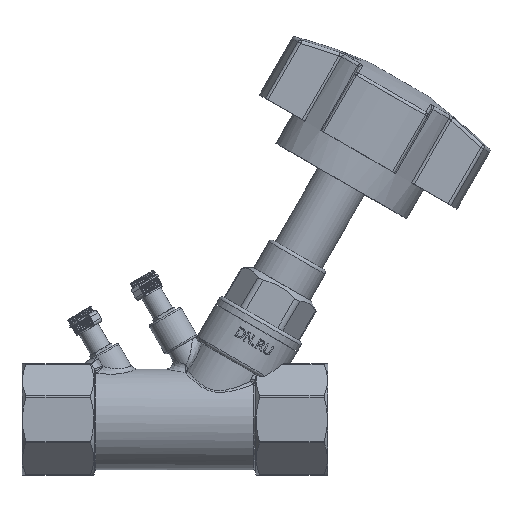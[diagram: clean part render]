
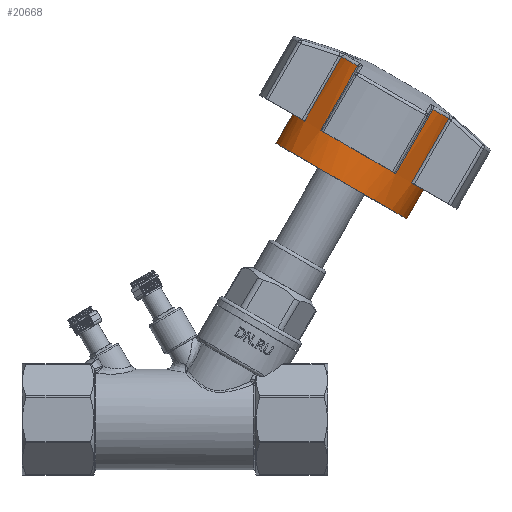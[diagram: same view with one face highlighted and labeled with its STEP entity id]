
A CAD part, top view. The second image highlights one B-rep face of the part: STEP entity #20668.
In plain terms, the highlighted cylindrical face has radius 22.5 mm (diameter 45 mm), a full revolution.
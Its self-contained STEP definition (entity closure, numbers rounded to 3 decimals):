
#3450=LINE('',#36450,#5232);
#3455=LINE('',#36673,#5237);
#3458=LINE('',#36759,#5240);
#3459=LINE('',#36931,#5241);
#3464=LINE('',#36947,#5246);
#3471=LINE('',#36998,#5253);
#3474=LINE('',#37005,#5256);
#3479=LINE('',#37081,#5261);
#3530=LINE('',#37444,#5312);
#5232=VECTOR('',#26583,10.);
#5237=VECTOR('',#26648,10.);
#5240=VECTOR('',#26673,10.);
#5241=VECTOR('',#26724,10.);
#5246=VECTOR('',#26743,10.);
#5253=VECTOR('',#26766,10.);
#5256=VECTOR('',#26773,10.);
#5261=VECTOR('',#26796,10.);
#5312=VECTOR('',#26977,22.5);
#5417=CYLINDRICAL_SURFACE('',#22250,22.5);
#6510=FACE_OUTER_BOUND('',#7648,.T.);
#7648=EDGE_LOOP('',(#18394,#18395,#18396,#18397,#18398,#18399,#18400,#18401,
#18402,#18403,#18404,#18405,#18406,#18407,#18408,#18409,#18410,#18411,#18412,
#18413));
#7943=CIRCLE('',#22091,22.5);
#7963=CIRCLE('',#22119,22.5);
#7973=CIRCLE('',#22132,22.5);
#7992=CIRCLE('',#22157,22.5);
#8010=CIRCLE('',#22191,22.5);
#8012=CIRCLE('',#22197,22.5);
#8027=CIRCLE('',#22251,22.5);
#8028=CIRCLE('',#22252,22.5);
#8029=CIRCLE('',#22253,22.5);
#8030=CIRCLE('',#22254,22.5);
#9703=VERTEX_POINT('',#36387);
#9709=VERTEX_POINT('',#36433);
#9711=VERTEX_POINT('',#36446);
#9723=VERTEX_POINT('',#36531);
#9730=VERTEX_POINT('',#36581);
#9737=VERTEX_POINT('',#36634);
#9739=VERTEX_POINT('',#36671);
#9745=VERTEX_POINT('',#36742);
#9747=VERTEX_POINT('',#36755);
#9757=VERTEX_POINT('',#36805);
#9763=VERTEX_POINT('',#36880);
#9768=VERTEX_POINT('',#36929);
#9771=VERTEX_POINT('',#36943);
#9780=VERTEX_POINT('',#36996);
#9781=VERTEX_POINT('',#37001);
#9788=VERTEX_POINT('',#37079);
#9840=VERTEX_POINT('',#37441);
#9841=VERTEX_POINT('',#37443);
#12486=EDGE_CURVE('',#9703,#9709,#7943,.T.);
#12490=EDGE_CURVE('',#9709,#9711,#3450,.T.);
#12518=EDGE_CURVE('',#9730,#9723,#7963,.T.);
#12527=EDGE_CURVE('',#9739,#9737,#3455,.T.);
#12538=EDGE_CURVE('',#9737,#9745,#7973,.T.);
#12542=EDGE_CURVE('',#9745,#9747,#3458,.T.);
#12565=EDGE_CURVE('',#9763,#9757,#7992,.T.);
#12570=EDGE_CURVE('',#9768,#9763,#3459,.T.);
#12579=EDGE_CURVE('',#9757,#9771,#3464,.T.);
#12592=EDGE_CURVE('',#9780,#9730,#3471,.T.);
#12596=EDGE_CURVE('',#9723,#9781,#3474,.T.);
#12610=EDGE_CURVE('',#9788,#9703,#3479,.T.);
#12615=EDGE_CURVE('',#9747,#9768,#8010,.T.);
#12619=EDGE_CURVE('',#9711,#9739,#8012,.T.);
#12702=EDGE_CURVE('',#9840,#9788,#8027,.T.);
#12703=EDGE_CURVE('',#9840,#9841,#3530,.T.);
#12704=EDGE_CURVE('',#9841,#9841,#8028,.T.);
#12705=EDGE_CURVE('',#9781,#9840,#8029,.T.);
#12706=EDGE_CURVE('',#9771,#9780,#8030,.T.);
#18394=ORIENTED_EDGE('',*,*,#12615,.F.);
#18395=ORIENTED_EDGE('',*,*,#12542,.F.);
#18396=ORIENTED_EDGE('',*,*,#12538,.F.);
#18397=ORIENTED_EDGE('',*,*,#12527,.F.);
#18398=ORIENTED_EDGE('',*,*,#12619,.F.);
#18399=ORIENTED_EDGE('',*,*,#12490,.F.);
#18400=ORIENTED_EDGE('',*,*,#12486,.F.);
#18401=ORIENTED_EDGE('',*,*,#12610,.F.);
#18402=ORIENTED_EDGE('',*,*,#12702,.F.);
#18403=ORIENTED_EDGE('',*,*,#12703,.T.);
#18404=ORIENTED_EDGE('',*,*,#12704,.F.);
#18405=ORIENTED_EDGE('',*,*,#12703,.F.);
#18406=ORIENTED_EDGE('',*,*,#12705,.F.);
#18407=ORIENTED_EDGE('',*,*,#12596,.F.);
#18408=ORIENTED_EDGE('',*,*,#12518,.F.);
#18409=ORIENTED_EDGE('',*,*,#12592,.F.);
#18410=ORIENTED_EDGE('',*,*,#12706,.F.);
#18411=ORIENTED_EDGE('',*,*,#12579,.F.);
#18412=ORIENTED_EDGE('',*,*,#12565,.F.);
#18413=ORIENTED_EDGE('',*,*,#12570,.F.);
#20668=ADVANCED_FACE('',(#6510),#5417,.T.);
#22091=AXIS2_PLACEMENT_3D('',#36443,#26574,#26575);
#22119=AXIS2_PLACEMENT_3D('',#36598,#26636,#26637);
#22132=AXIS2_PLACEMENT_3D('',#36752,#26664,#26665);
#22157=AXIS2_PLACEMENT_3D('',#36897,#26716,#26717);
#22191=AXIS2_PLACEMENT_3D('',#37089,#26808,#26809);
#22197=AXIS2_PLACEMENT_3D('',#37097,#26822,#26823);
#22250=AXIS2_PLACEMENT_3D('',#37440,#26973,#26974);
#22251=AXIS2_PLACEMENT_3D('',#37442,#26975,#26976);
#22252=AXIS2_PLACEMENT_3D('',#37445,#26978,#26979);
#22253=AXIS2_PLACEMENT_3D('',#37446,#26980,#26981);
#22254=AXIS2_PLACEMENT_3D('',#37447,#26982,#26983);
#26574=DIRECTION('center_axis',(0.,1.,0.));
#26575=DIRECTION('ref_axis',(0.707,0.,-0.707));
#26583=DIRECTION('',(0.,-1.,0.));
#26636=DIRECTION('center_axis',(0.,1.,0.));
#26637=DIRECTION('ref_axis',(0.707,0.,0.707));
#26648=DIRECTION('',(0.,1.,0.));
#26664=DIRECTION('center_axis',(0.,1.,0.));
#26665=DIRECTION('ref_axis',(-0.707,0.,-0.707));
#26673=DIRECTION('',(0.,-1.,0.));
#26716=DIRECTION('center_axis',(0.,1.,0.));
#26717=DIRECTION('ref_axis',(-0.707,0.,0.707));
#26724=DIRECTION('',(0.,1.,0.));
#26743=DIRECTION('',(0.,-1.,0.));
#26766=DIRECTION('',(0.,1.,0.));
#26773=DIRECTION('',(0.,-1.,0.));
#26796=DIRECTION('',(0.,1.,0.));
#26808=DIRECTION('center_axis',(0.,1.,0.));
#26809=DIRECTION('ref_axis',(1.,0.,0.));
#26822=DIRECTION('center_axis',(0.,1.,0.));
#26823=DIRECTION('ref_axis',(1.,0.,0.));
#26973=DIRECTION('center_axis',(0.,1.,0.));
#26974=DIRECTION('ref_axis',(-1.,0.,0.));
#26975=DIRECTION('center_axis',(0.,1.,0.));
#26976=DIRECTION('ref_axis',(1.,0.,0.));
#26977=DIRECTION('',(0.,-1.,0.));
#26978=DIRECTION('center_axis',(0.,-1.,0.));
#26979=DIRECTION('ref_axis',(1.,0.,0.));
#26980=DIRECTION('center_axis',(0.,1.,0.));
#26981=DIRECTION('ref_axis',(1.,0.,0.));
#26982=DIRECTION('center_axis',(0.,1.,0.));
#26983=DIRECTION('ref_axis',(1.,0.,0.));
#36387=CARTESIAN_POINT('',(18.417,22.081,-12.926));
#36433=CARTESIAN_POINT('',(12.926,22.081,-18.417));
#36443=CARTESIAN_POINT('Origin',(0.,22.081,0.));
#36446=CARTESIAN_POINT('',(12.926,0.,-18.417));
#36450=CARTESIAN_POINT('',(12.926,0.,-18.417));
#36531=CARTESIAN_POINT('',(18.417,22.081,12.926));
#36581=CARTESIAN_POINT('',(12.926,22.081,18.417));
#36598=CARTESIAN_POINT('Origin',(0.,22.081,0.));
#36634=CARTESIAN_POINT('',(-12.926,22.081,-18.417));
#36671=CARTESIAN_POINT('',(-12.926,0.,-18.417));
#36673=CARTESIAN_POINT('',(-12.926,0.,-18.417));
#36742=CARTESIAN_POINT('',(-18.417,22.081,-12.926));
#36752=CARTESIAN_POINT('Origin',(0.,22.081,0.));
#36755=CARTESIAN_POINT('',(-18.417,0.,-12.926));
#36759=CARTESIAN_POINT('',(-18.417,0.,-12.926));
#36805=CARTESIAN_POINT('',(-12.926,22.081,18.417));
#36880=CARTESIAN_POINT('',(-18.417,22.081,12.926));
#36897=CARTESIAN_POINT('Origin',(0.,22.081,0.));
#36929=CARTESIAN_POINT('',(-18.417,0.,12.926));
#36931=CARTESIAN_POINT('',(-18.417,0.,12.926));
#36943=CARTESIAN_POINT('',(-12.926,0.,18.417));
#36947=CARTESIAN_POINT('',(-12.926,0.,18.417));
#36996=CARTESIAN_POINT('',(12.926,0.,18.417));
#36998=CARTESIAN_POINT('',(12.926,0.,18.417));
#37001=CARTESIAN_POINT('',(18.417,0.,12.926));
#37005=CARTESIAN_POINT('',(18.417,0.,12.926));
#37079=CARTESIAN_POINT('',(18.417,0.,-12.926));
#37081=CARTESIAN_POINT('',(18.417,0.,-12.926));
#37089=CARTESIAN_POINT('Origin',(0.,0.,0.));
#37097=CARTESIAN_POINT('Origin',(0.,0.,0.));
#37440=CARTESIAN_POINT('Origin',(0.,0.,0.));
#37441=CARTESIAN_POINT('',(22.5,0.,0.));
#37442=CARTESIAN_POINT('Origin',(0.,0.,0.));
#37443=CARTESIAN_POINT('',(22.5,-10.,0.));
#37444=CARTESIAN_POINT('',(22.5,0.,0.));
#37445=CARTESIAN_POINT('Origin',(0.,-10.,0.));
#37446=CARTESIAN_POINT('Origin',(0.,0.,0.));
#37447=CARTESIAN_POINT('Origin',(0.,0.,0.));
